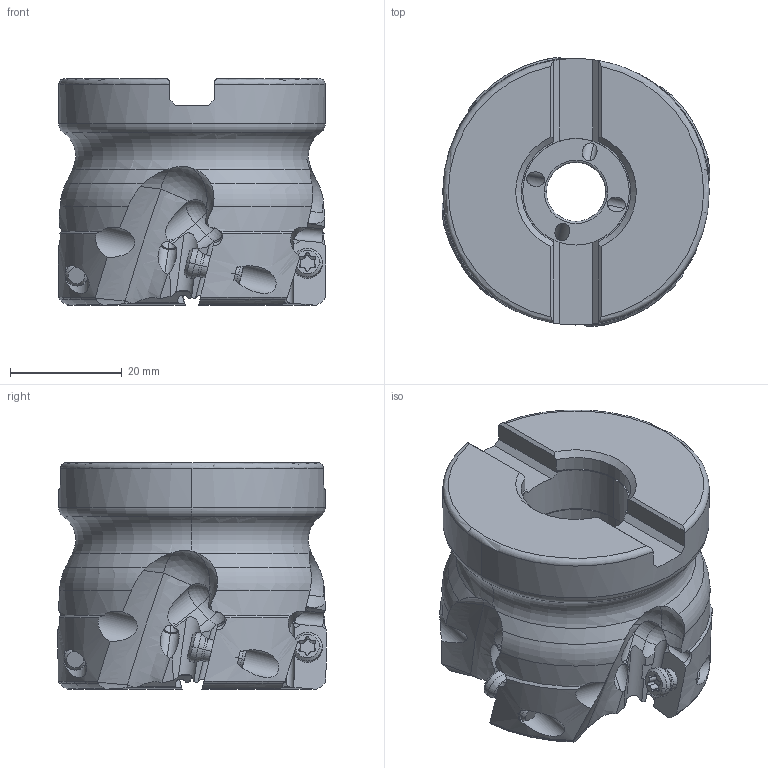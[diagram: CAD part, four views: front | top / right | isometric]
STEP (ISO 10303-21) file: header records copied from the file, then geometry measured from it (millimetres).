
FILE_DESCRIPTION(/* description */ (''),/* implementation_level */ '2;1');
FILE_NAME(/* name */ 'APX4000UR0204B.stp',/* time_stamp */ '2021-09-08T11:43:28+09:00',/* author */ (''),/* organization */ (''),/* preprocessor_version */ 'ST-DEVELOPER v16',/* originating_system */ 'SIEMENS PLM Software NX 10.0',/* authorisation */ '');
FILE_SCHEMA (('AUTOMOTIVE_DESIGN { 1 0 10303 214 3 1 1 1 }'));
Length unit declared in the file: millimetre
Products named in the file (1): APX4000UR0204B_ASM
Bounding box: 47.76 x 47.98 x 40.5 mm (x, y, z)
Volume: 47556.3 mm3; surface area: 13457.7 mm2
Topology: 5 solids, 5 shells, 379 faces, 1156 edges, 783 vertices
Faces by surface type: cylinder 156, plane 89, cone 56, torus 38, sphere 28, bspline 12
Entity records: 18258 total; most frequent: CARTESIAN_POINT 7990, ORIENTED_EDGE 2280, DIRECTION 2040, EDGE_CURVE 1140, AXIS2_PLACEMENT_3D 902, VERTEX_POINT 776, CIRCLE 458, EDGE_LOOP 402
